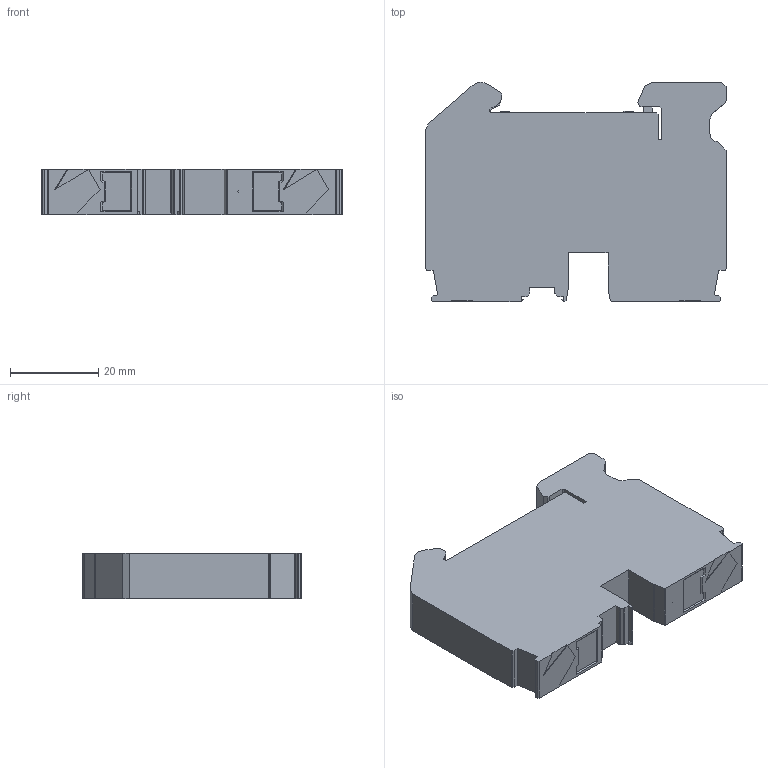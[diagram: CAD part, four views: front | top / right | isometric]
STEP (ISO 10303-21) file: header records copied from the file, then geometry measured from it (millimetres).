
FILE_DESCRIPTION( ('This file contains a STEP AP42 implementation' ,'as created by ZW3D STEP Interface translator.') ,'2;1' );
FILE_NAME( 'GUV10-102-PE-00N.stp' ,'2410 8.143630', (''), ('ZWCAD Software Co.'), 'Version 1.0', 'ZW3D to STEP translator', '' );
FILE_SCHEMA(('CONFIG_CONTROL_DESIGN'));
Length unit declared in the file: millimetre
Products named in the file (1): 0
Bounding box: 67.9 x 49.7 x 10.2 mm (x, y, z)
Volume: 29520.2 mm3; surface area: 8864.6 mm2
Topology: 1 solids, 1 shells, 164 faces, 480 edges, 316 vertices
Faces by surface type: bspline 164
Entity records: 5659 total; most frequent: CARTESIAN_POINT 2918, ORIENTED_EDGE 948, EDGE_CURVE 474, B_SPLINE_CURVE_WITH_KNOTS 365, VERTEX_POINT 317, EDGE_LOOP 171, FACE_OUTER_BOUND 164, ADVANCED_FACE 164
